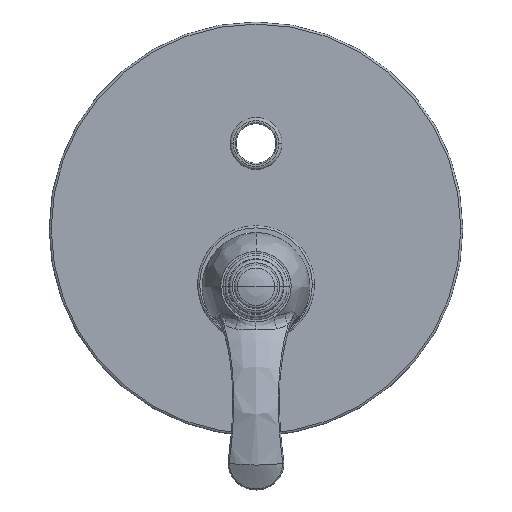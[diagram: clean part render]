
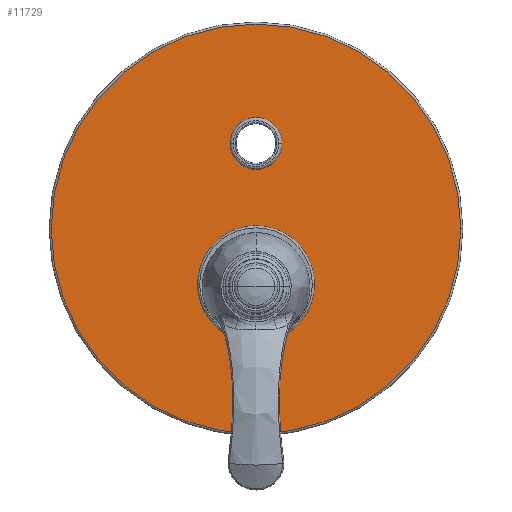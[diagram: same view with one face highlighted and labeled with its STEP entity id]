
A CAD part, top view. The second image highlights one B-rep face of the part: STEP entity #11729.
In plain terms, the highlighted planar face has unit normal (0, 0, 1).
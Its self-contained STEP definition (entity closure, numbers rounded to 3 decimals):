
#10856=CARTESIAN_POINT('',(0.,28.,-4.));
#10857=DIRECTION('',(0.,0.,1.));
#10858=DIRECTION('',(-1.,0.,0.));
#10859=AXIS2_PLACEMENT_3D('',#10856,#10857,#10858);
#10861=CARTESIAN_POINT('',(0.,28.,-4.));
#10862=DIRECTION('',(0.,0.,1.));
#10863=DIRECTION('',(1.,0.,0.));
#10864=AXIS2_PLACEMENT_3D('',#10861,#10862,#10863);
#10866=CARTESIAN_POINT('',(0.,69.25,-4.));
#10867=DIRECTION('',(0.,0.,-1.));
#10868=DIRECTION('',(-1.,0.,0.));
#10869=AXIS2_PLACEMENT_3D('',#10866,#10867,#10868);
#10871=CARTESIAN_POINT('',(0.,69.25,-4.));
#10872=DIRECTION('',(0.,0.,-1.));
#10873=DIRECTION('',(1.,0.,0.));
#10874=AXIS2_PLACEMENT_3D('',#10871,#10872,#10873);
#10876=CARTESIAN_POINT('',(0.,1.25,-4.));
#10877=DIRECTION('',(0.,0.,-1.));
#10878=DIRECTION('',(-1.,0.,0.));
#10879=AXIS2_PLACEMENT_3D('',#10876,#10877,#10878);
#10881=CARTESIAN_POINT('',(0.,1.25,-4.));
#10882=DIRECTION('',(0.,0.,-1.));
#10883=DIRECTION('',(1.,0.,0.));
#10884=AXIS2_PLACEMENT_3D('',#10881,#10882,#10883);
#11153=CARTESIAN_POINT('',(-99.,28.,-4.));
#11154=CARTESIAN_POINT('',(99.,28.,-4.));
#11155=VERTEX_POINT('',#11153);
#11156=VERTEX_POINT('',#11154);
#11205=CARTESIAN_POINT('',(-12.55,69.25,-4.));
#11206=CARTESIAN_POINT('',(12.55,69.25,-4.));
#11207=VERTEX_POINT('',#11205);
#11208=VERTEX_POINT('',#11206);
#11241=CARTESIAN_POINT('',(-28.25,1.25,-4.));
#11242=CARTESIAN_POINT('',(28.25,1.25,-4.));
#11243=VERTEX_POINT('',#11241);
#11244=VERTEX_POINT('',#11242);
#11707=CARTESIAN_POINT('',(0.,28.,-4.));
#11708=DIRECTION('',(0.,0.,-1.));
#11709=DIRECTION('',(1.,0.,0.));
#11710=AXIS2_PLACEMENT_3D('',#11707,#11708,#11709);
#11711=PLANE('',#11710);
#11712=ORIENTED_EDGE('',*,*,#11690,.F.);
#11714=ORIENTED_EDGE('',*,*,#11713,.F.);
#11715=EDGE_LOOP('',(#11712,#11714));
#11716=FACE_OUTER_BOUND('',#11715,.F.);
#11718=ORIENTED_EDGE('',*,*,#11717,.F.);
#11720=ORIENTED_EDGE('',*,*,#11719,.F.);
#11721=EDGE_LOOP('',(#11718,#11720));
#11722=FACE_BOUND('',#11721,.F.);
#11724=ORIENTED_EDGE('',*,*,#11723,.F.);
#11726=ORIENTED_EDGE('',*,*,#11725,.F.);
#11727=EDGE_LOOP('',(#11724,#11726));
#11728=FACE_BOUND('',#11727,.F.);
#11729=ADVANCED_FACE('',(#11716,#11722,#11728),#11711,.F.);
#10860=CIRCLE('',#10859,99.);
#10865=CIRCLE('',#10864,99.);
#10870=CIRCLE('',#10869,12.55);
#10875=CIRCLE('',#10874,12.55);
#10880=CIRCLE('',#10879,28.25);
#10885=CIRCLE('',#10884,28.25);
#11690=EDGE_CURVE('',#11155,#11156,#10860,.T.);
#11713=EDGE_CURVE('',#11156,#11155,#10865,.T.);
#11717=EDGE_CURVE('',#11207,#11208,#10870,.T.);
#11719=EDGE_CURVE('',#11208,#11207,#10875,.T.);
#11723=EDGE_CURVE('',#11243,#11244,#10880,.T.);
#11725=EDGE_CURVE('',#11244,#11243,#10885,.T.);
